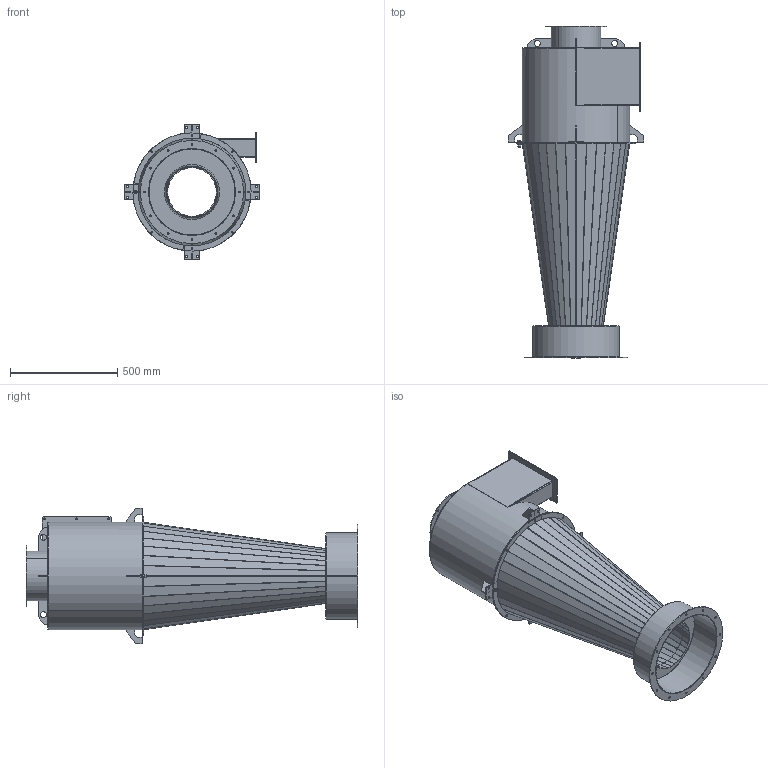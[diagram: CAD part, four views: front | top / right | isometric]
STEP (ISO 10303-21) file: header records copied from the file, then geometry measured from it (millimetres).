
FILE_DESCRIPTION (( 'STEP AP203' ), '1' );
FILE_NAME ('CYSE05.STEP', '2023-11-21T09:04:33', ( '' ), ( '' ), 'SwSTEP 2.0', 'SolidWorks 2022', '' );
FILE_SCHEMA (( 'CONFIG_CONTROL_DESIGN' ));
Length unit declared in the file: millimetre
Products named in the file (23): CO-S340-01 - PART_Výchozí; BOLT JOINT - B+W-W+N_M8x25-X8-W; PRGG-DNXXXX - FLANGE G&G_PRGG-DN400; CO-S340-07 - PART_Výchozí; CO-S338-02 - PART_Výchozí; CO-S340-04 - PART_Výchozí; CO-S339-01 - PART_Výchozí; Part1^CO-CYGG-180-00 - CW 10-23; CO-S340-06 - PART_Výchozí; CO-S339-02 - PART_Výchozí; CO-S338-01 - PART_Výchozí; CO-S340-02 - PART_Výchozí; CO-S339-04 - PART_Výchozí; CO-CYGG-180-00 - CW 10-23_Výchozí; CO-S341-00 - CYCLONE_Výchozí; CO-S339-00 - CONE_Výchozí; CO-S338-00 - INPUT_Výchozí; PH-D008-26 - FLANGE 90x270_Výchozí; CYSE05; CO-S340-03 - PART_Výchozí; CO-S339-03 - PART_Výchozí; PRGG-DNXXXX - FLANGE G&G_PRGG-DN225; CO-S340-05 - PART_Výchozí
Assembly tree (37 placements, depth 5):
  Part1^CO-CYGG-180-00 - CW 10-23
  CYSE05
    CO-CYGG-180-00 - CW 10-23_Výchozí
      CO-S341-00 - CYCLONE_Výchozí
        CO-S340-01 - PART_Výchozí
        CO-S340-02 - PART_Výchozí  x4
        CO-S340-03 - PART_Výchozí
        CO-S340-04 - PART_Výchozí
        CO-S340-05 - PART_Výchozí  x4
        CO-S340-06 - PART_Výchozí  x4
        CO-S338-00 - INPUT_Výchozí
          CO-S338-01 - PART_Výchozí
          CO-S338-02 - PART_Výchozí
          PH-D008-26 - FLANGE 90x270_Výchozí
        PRGG-DNXXXX - FLANGE G&G_PRGG-DN225
        CO-S340-07 - PART_Výchozí
      CO-S339-00 - CONE_Výchozí
        CO-S339-01 - PART_Výchozí  x2
        CO-S339-02 - PART_Výchozí
        CO-S339-03 - PART_Výchozí  x4
        CO-S339-04 - PART_Výchozí  x4
        PRGG-DNXXXX - FLANGE G&G_PRGG-DN400
      BOLT JOINT - B+W-W+N_M8x25-X8-W
Bounding box: 630 x 1544 x 630 mm (x, y, z)
Volume: 5938390.8 mm3; surface area: 5641021.2 mm2
Topology: 33 solids, 33 shells, 649 faces, 1482 edges, 904 vertices
Faces by surface type: plane 353, cylinder 240, bspline 56
Entity records: 12284 total; most frequent: CARTESIAN_POINT 2003, DIRECTION 1632, ORIENTED_EDGE 1458, EDGE_CURVE 729, AXIS2_PLACEMENT_3D 591, VERTEX_POINT 458, VECTOR 450, LINE 450
